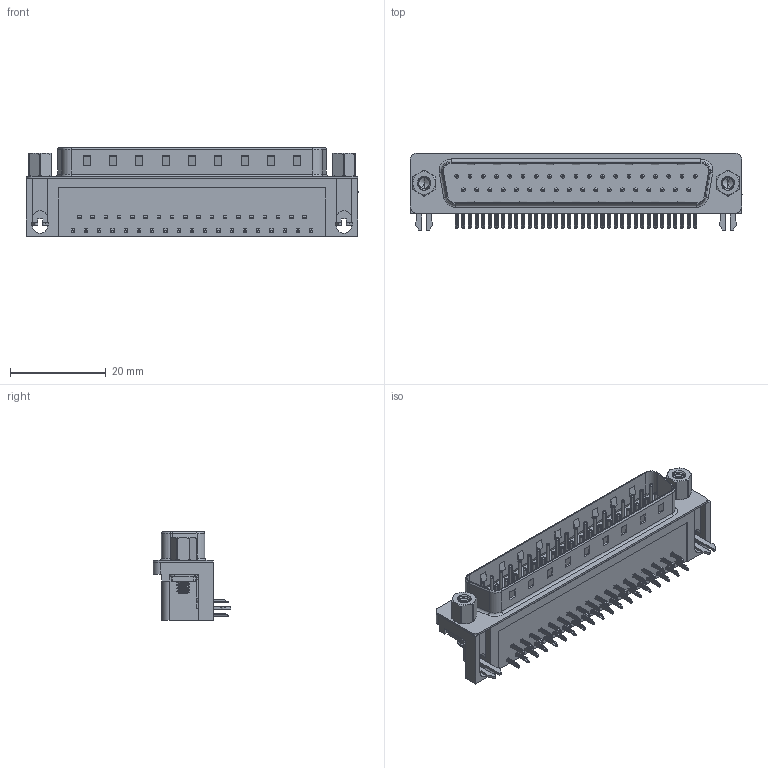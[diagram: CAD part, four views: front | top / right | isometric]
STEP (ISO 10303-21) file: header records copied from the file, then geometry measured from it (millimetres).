
FILE_DESCRIPTION (( 'STEP AP203' ), '1' );
FILE_NAME ('MHDR-37MNS-B1.STEP', '2025-11-26T16:43:23', ( '' ), ( '' ), 'SwSTEP 2.0', 'SolidWorks 2023', '' );
FILE_SCHEMA (( 'CONFIG_CONTROL_DESIGN' ));
Length unit declared in the file: millimetre
Products named in the file (8): MHDR 4-40 Threaded Rivet; MHDR Housing_37 Socket; MHDR 4-40 Hex Standoff 5; MHDR 2 Prong Board Lock; MHDR Contact Top; MHDR Contact Bottom; MHDR Shell_37 Socket; MHDR-37MNS-B1
Assembly tree (45 placements, depth 2):
  MHDR-37MNS-B1
    MHDR Housing_37 Socket
    MHDR Shell_37 Socket
    MHDR Contact Bottom  x18
    MHDR Contact Top  x19
    MHDR 2 Prong Board Lock  x2
    MHDR 4-40 Threaded Rivet  x2
    MHDR 4-40 Hex Standoff 5  x2
Bounding box: 69.4 x 16.25 x 18.5 mm (x, y, z)
Volume: 8899.5 mm3; surface area: 10672.2 mm2
Topology: 45 solids, 45 shells, 3375 faces, 8401 edges, 5197 vertices
Faces by surface type: plane 2067, cylinder 1007, torus 253, cone 30, bspline 18
Entity records: 32903 total; most frequent: CARTESIAN_POINT 9749, DIRECTION 4404, ORIENTED_EDGE 4388, EDGE_CURVE 2194, VECTOR 1518, LINE 1518, AXIS2_PLACEMENT_3D 1443, VERTEX_POINT 1417
